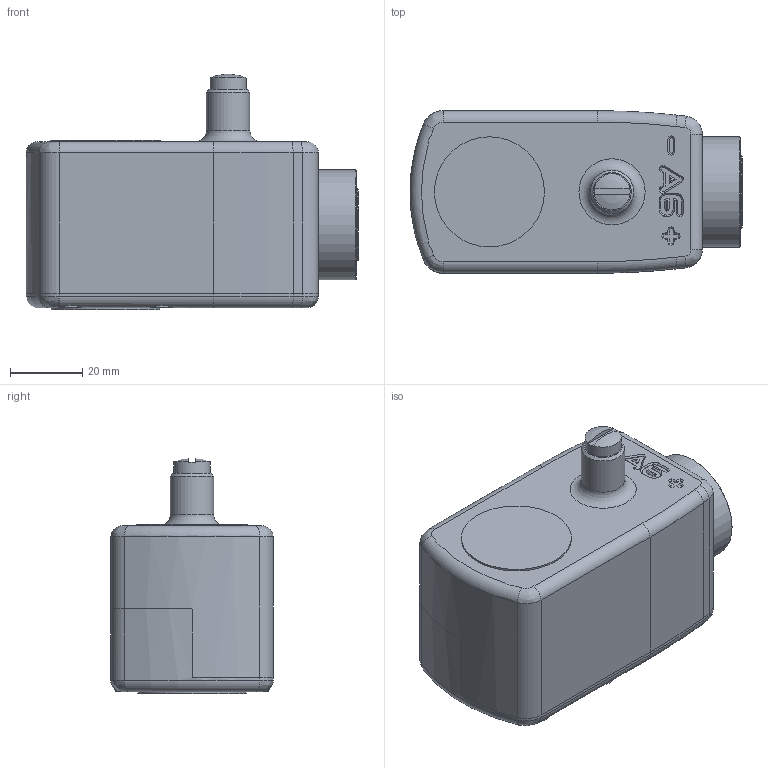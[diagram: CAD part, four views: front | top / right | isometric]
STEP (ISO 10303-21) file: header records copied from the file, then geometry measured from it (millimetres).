
FILE_DESCRIPTION(/* description */ (''),/* implementation_level */ '2;1');
FILE_NAME(/* name */ 'Axis 6 - Wrist simple v3.stp',/* time_stamp */ '2018-03-09T15:22:49-05:00',/* author */ ('Jonathan'),/* organization */ (''),/* preprocessor_version */ 'ST-DEVELOPER v16.13',/* originating_system */ 'Autodesk Inventor 2018',/* authorisation */ '');
FILE_SCHEMA (('AUTOMOTIVE_DESIGN { 1 0 10303 214 3 1 1 }'));
Length unit declared in the file: metre
Products named in the file (1): Axis 6 - Wrist simple v3
Bounding box: 92 x 45 x 65.18 mm (x, y, z)
Volume: 170735.9 mm3; surface area: 19492.7 mm2
Topology: 1 solids, 5 shells, 541 faces, 1370 edges, 860 vertices
Faces by surface type: bspline 230, plane 204, cylinder 75, cone 19, torus 11, sphere 2
Full cylindrical faces by diameter (mm): 2.464 x4, 3 x6, 3.2 x4, 5.35 x4, 9 x1, 10 x1, 12 x1, 20 x1, 26.5 x1, 30 x1, 30.5 x2
Entity records: 19918 total; most frequent: CARTESIAN_POINT 7879, ORIENTED_EDGE 2590, DIRECTION 1846, EDGE_CURVE 1295, VERTEX_POINT 835, LINE 700, VECTOR 700, EDGE_LOOP 620
